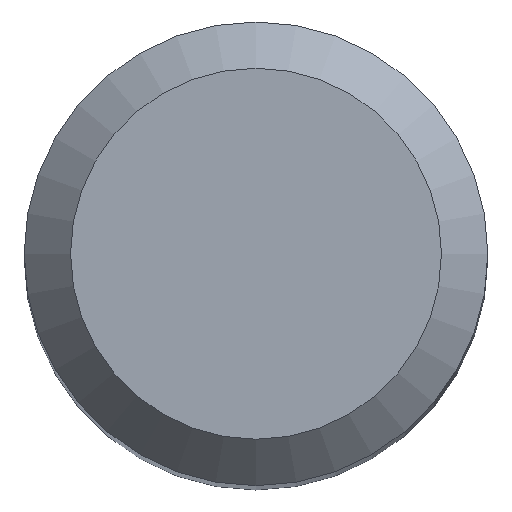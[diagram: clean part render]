
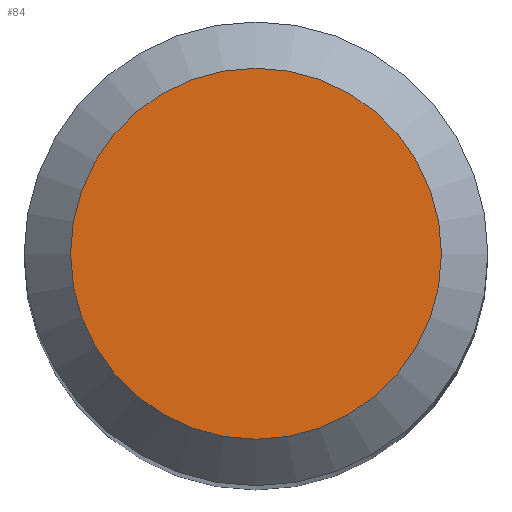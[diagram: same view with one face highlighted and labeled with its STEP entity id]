
A CAD part, top view. The second image highlights one B-rep face of the part: STEP entity #84.
In plain terms, the highlighted planar face has unit normal (0, 0, 1).
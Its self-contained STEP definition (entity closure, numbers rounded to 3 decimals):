
#12 = CARTESIAN_POINT ( 'NONE',  ( 0., 0., 102. ) ) ;
#67 = AXIS2_PLACEMENT_3D ( 'NONE', #12, #127, #165 ) ;
#69 = ORIENTED_EDGE ( 'NONE', *, *, #118, .F. ) ;
#70 = FACE_OUTER_BOUND ( 'NONE', #216, .T. ) ;
#84 = ADVANCED_FACE ( 'NONE', ( #70 ), #242, .F. ) ;
#98 = VERTEX_POINT ( 'NONE', #156 ) ;
#118 = EDGE_CURVE ( 'NONE', #98, #98, #147, .T. ) ;
#127 = DIRECTION ( 'NONE',  ( 0., 0., -1. ) ) ;
#132 = AXIS2_PLACEMENT_3D ( 'NONE', #160, #203, #218 ) ;
#147 = CIRCLE ( 'NONE', #67, 3.2 ) ;
#156 = CARTESIAN_POINT ( 'NONE',  ( 0., 3.2, 102. ) ) ;
#160 = CARTESIAN_POINT ( 'NONE',  ( 0., 0., 102. ) ) ;
#165 = DIRECTION ( 'NONE',  ( 0., 1., 0. ) ) ;
#203 = DIRECTION ( 'NONE',  ( 0., 0., -1. ) ) ;
#216 = EDGE_LOOP ( 'NONE', ( #69 ) ) ;
#218 = DIRECTION ( 'NONE',  ( 0., 1., 0. ) ) ;
#242 = PLANE ( 'NONE',  #132 ) ;
